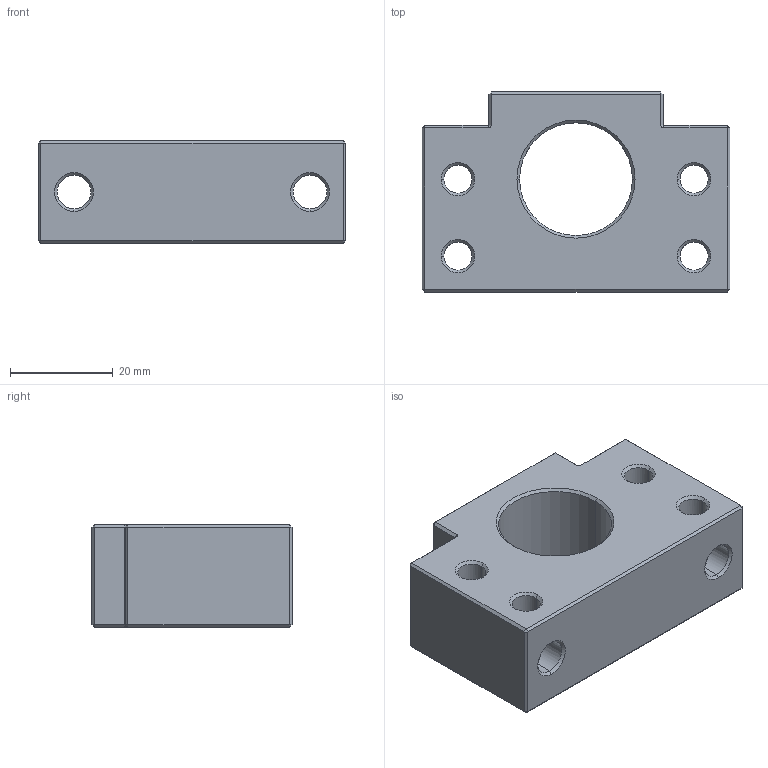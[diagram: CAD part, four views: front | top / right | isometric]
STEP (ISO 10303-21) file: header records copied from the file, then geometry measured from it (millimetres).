
FILE_DESCRIPTION (( 'STEP AP214' ), '1' );
FILE_NAME ('BF Body.STEP', '2018-04-07T07:40:18', ( '' ), ( '' ), 'SwSTEP 2.0', 'SolidWorks 2017', '' );
FILE_SCHEMA (( 'AUTOMOTIVE_DESIGN' ));
Length unit declared in the file: millimetre
Products named in the file (1): BF Body
Bounding box: 60 x 39 x 20 mm (x, y, z)
Volume: 31570.7 mm3; surface area: 10613 mm2
Topology: 1 solids, 1 shells, 114 faces, 278 edges, 158 vertices
Faces by surface type: plane 46, cone 36, cylinder 28, torus 4
Entity records: 3818 total; most frequent: CARTESIAN_POINT 1103, DIRECTION 562, ORIENTED_EDGE 556, EDGE_CURVE 278, AXIS2_PLACEMENT_3D 201, VECTOR 160, LINE 160, VERTEX_POINT 158
